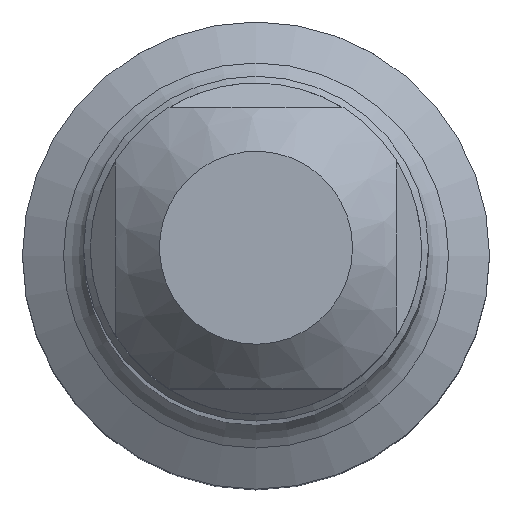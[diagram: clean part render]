
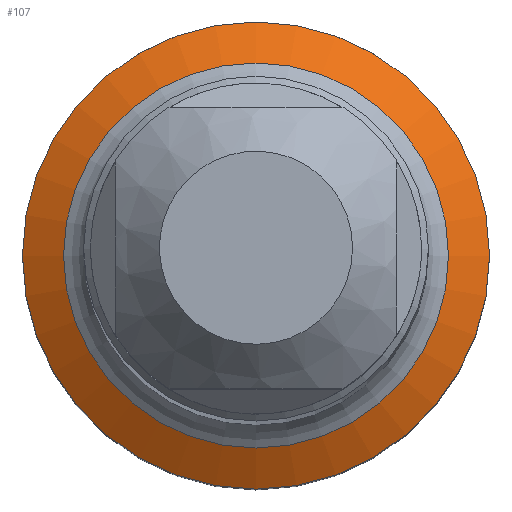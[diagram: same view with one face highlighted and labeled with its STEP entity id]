
A CAD part, top view. The second image highlights one B-rep face of the part: STEP entity #107.
In plain terms, the highlighted conical face has half-angle 60 degrees and reference radius 2.85 mm.
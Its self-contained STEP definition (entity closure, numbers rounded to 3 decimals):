
#97=CONICAL_SURFACE('',#430,2.85,60.);
#107=ADVANCED_FACE('',(#142,#143),#97,.T.);
#142=FACE_BOUND('',#170,.T.);
#143=FACE_BOUND('',#171,.T.);
#170=EDGE_LOOP('',(#230));
#171=EDGE_LOOP('',(#231));
#230=ORIENTED_EDGE('',*,*,#332,.T.);
#231=ORIENTED_EDGE('',*,*,#305,.F.);
#274=VERTEX_POINT('',#600);
#297=VERTEX_POINT('',#675);
#305=EDGE_CURVE('',#274,#274,#343,.T.);
#332=EDGE_CURVE('',#297,#297,#354,.T.);
#343=CIRCLE('',#409,4.064);
#354=CIRCLE('',#429,3.35);
#409=AXIS2_PLACEMENT_3D('',#599,#464,#465);
#429=AXIS2_PLACEMENT_3D('',#674,#512,#513);
#430=AXIS2_PLACEMENT_3D('',#676,#514,#515);
#464=DIRECTION('',(0.,0.,-1.));
#465=DIRECTION('',(-1.,0.,0.));
#512=DIRECTION('',(0.,0.,-1.));
#513=DIRECTION('',(-1.,0.,0.));
#514=DIRECTION('',(0.,0.,-1.));
#515=DIRECTION('',(-1.,0.,0.));
#599=CARTESIAN_POINT('',(0.,0.,-77.899));
#600=CARTESIAN_POINT('',(-4.064,0.,-77.899));
#674=CARTESIAN_POINT('',(0.,0.,-77.487));
#675=CARTESIAN_POINT('',(-3.35,0.,-77.487));
#676=CARTESIAN_POINT('',(0.,0.,-77.198));
